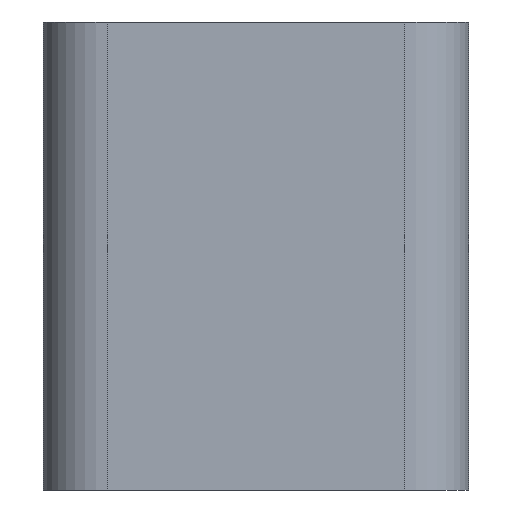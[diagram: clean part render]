
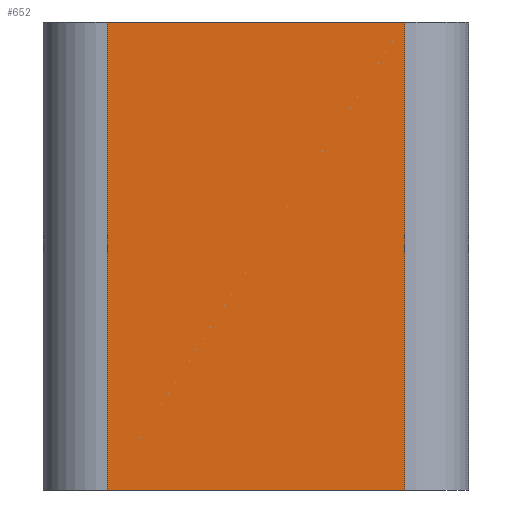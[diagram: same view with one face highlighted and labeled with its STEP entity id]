
A CAD part, left-side view. The second image highlights one B-rep face of the part: STEP entity #652.
In plain terms, the highlighted planar face has unit normal (-1, 0, 0).
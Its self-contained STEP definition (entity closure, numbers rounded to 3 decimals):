
#11=DIRECTION('',(0.,-1.,0.));
#12=VECTOR('',#11,28.);
#13=CARTESIAN_POINT('',(-40.,34.,-22.));
#14=LINE('',#13,#12);
#158=DIRECTION('',(0.,0.,1.));
#159=VECTOR('',#158,44.);
#160=CARTESIAN_POINT('',(-40.,6.,-22.));
#161=LINE('',#160,#159);
#162=DIRECTION('',(0.,0.,1.));
#163=VECTOR('',#162,44.);
#164=CARTESIAN_POINT('',(-40.,34.,-22.));
#165=LINE('',#164,#163);
#249=DIRECTION('',(0.,-1.,0.));
#250=VECTOR('',#249,28.);
#251=CARTESIAN_POINT('',(-40.,34.,22.));
#252=LINE('',#251,#250);
#262=CARTESIAN_POINT('',(-40.,34.,-22.));
#263=VERTEX_POINT('',#262);
#264=CARTESIAN_POINT('',(-40.,6.,-22.));
#265=VERTEX_POINT('',#264);
#302=CARTESIAN_POINT('',(-40.,34.,22.));
#303=VERTEX_POINT('',#302);
#304=CARTESIAN_POINT('',(-40.,6.,22.));
#305=VERTEX_POINT('',#304);
#639=CARTESIAN_POINT('',(-40.,34.,-22.));
#640=DIRECTION('',(-1.,0.,0.));
#641=DIRECTION('',(0.,-1.,0.));
#642=AXIS2_PLACEMENT_3D('',#639,#640,#641);
#643=PLANE('',#642);
#644=ORIENTED_EDGE('',*,*,#347,.F.);
#646=ORIENTED_EDGE('',*,*,#645,.T.);
#648=ORIENTED_EDGE('',*,*,#647,.T.);
#649=ORIENTED_EDGE('',*,*,#631,.F.);
#650=EDGE_LOOP('',(#644,#646,#648,#649));
#651=FACE_OUTER_BOUND('',#650,.F.);
#652=ADVANCED_FACE('',(#651),#643,.T.);
#347=EDGE_CURVE('',#263,#265,#14,.T.);
#631=EDGE_CURVE('',#265,#305,#161,.T.);
#645=EDGE_CURVE('',#263,#303,#165,.T.);
#647=EDGE_CURVE('',#303,#305,#252,.T.);
